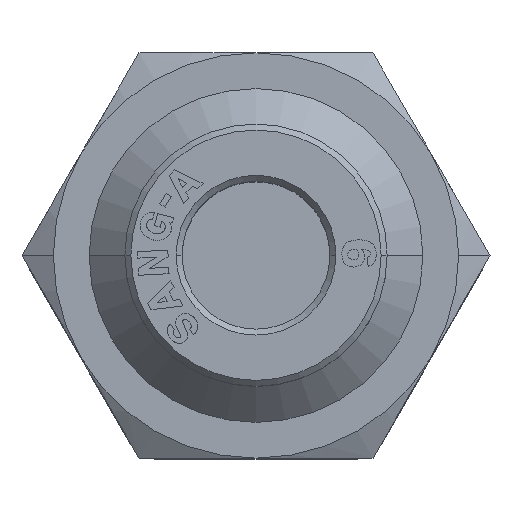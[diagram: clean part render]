
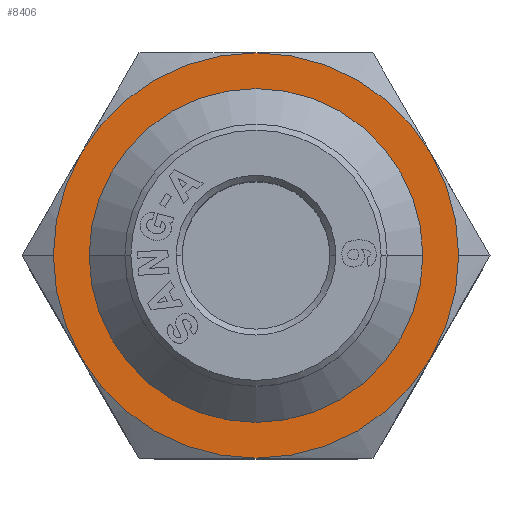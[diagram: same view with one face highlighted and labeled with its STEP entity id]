
A CAD part, top view. The second image highlights one B-rep face of the part: STEP entity #8406.
In plain terms, the highlighted face is planar.
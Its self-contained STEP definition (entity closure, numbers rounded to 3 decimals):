
#215=CARTESIAN_POINT('',(4.75,0.0,7.01));
#216=VERTEX_POINT('',#215);
#223=CARTESIAN_POINT('',(4.75,0.,-6.99));
#224=VERTEX_POINT('',#223);
#225=CARTESIAN_POINT('',(4.75,0.0,0.01));
#226=DIRECTION('',(1.0,0.0,0.0));
#227=DIRECTION('',(0.0,0.0,1.0));
#228=AXIS2_PLACEMENT_3D('',#225,#226,#227);
#229=CIRCLE('',#228,7.0);
#230=EDGE_CURVE('',#216,#224,#229,.T.);
#755=CARTESIAN_POINT('',(4.75,0.,8.51));
#756=VERTEX_POINT('',#755);
#763=CARTESIAN_POINT('',(4.75,-4.25,7.371));
#764=VERTEX_POINT('',#763);
#778=CARTESIAN_POINT('',(4.75,0.,0.01));
#779=DIRECTION('',(1.0,0.0,0.0));
#780=DIRECTION('',(0.0,0.0,1.0));
#781=AXIS2_PLACEMENT_3D('',#778,#779,#780);
#782=CIRCLE('',#781,8.5);
#783=EDGE_CURVE('',#756,#764,#782,.T.);
#793=CARTESIAN_POINT('',(4.75,0.,-8.49));
#794=VERTEX_POINT('',#793);
#803=CARTESIAN_POINT('',(4.75,-4.25,-7.351));
#804=VERTEX_POINT('',#803);
#805=CARTESIAN_POINT('',(4.75,0.,0.01));
#806=DIRECTION('',(1.0,0.0,0.0));
#807=DIRECTION('',(0.0,0.0,1.0));
#808=AXIS2_PLACEMENT_3D('',#805,#806,#807);
#809=CIRCLE('',#808,8.5);
#810=EDGE_CURVE('',#804,#794,#809,.T.);
#8337=CARTESIAN_POINT('',(4.75,0.,0.01));
#8338=DIRECTION('',(-1.0,0.0,0.0));
#8339=DIRECTION('',(0.0,0.0,-1.0));
#8340=AXIS2_PLACEMENT_3D('',#8337,#8338,#8339);
#8341=PLANE('',#8340);
#8342=CARTESIAN_POINT('',(4.75,4.25,-7.351));
#8343=VERTEX_POINT('',#8342);
#8344=CARTESIAN_POINT('',(4.75,8.5,0.01));
#8345=VERTEX_POINT('',#8344);
#8346=CARTESIAN_POINT('',(4.75,0.,0.01));
#8347=DIRECTION('',(1.0,0.0,0.0));
#8348=DIRECTION('',(0.0,0.0,1.0));
#8349=AXIS2_PLACEMENT_3D('',#8346,#8347,#8348);
#8350=CIRCLE('',#8349,8.5);
#8351=EDGE_CURVE('',#8343,#8345,#8350,.T.);
#8352=ORIENTED_EDGE('',*,*,#8351,.T.);
#8353=CARTESIAN_POINT('',(4.75,4.25,7.371));
#8354=VERTEX_POINT('',#8353);
#8355=CARTESIAN_POINT('',(4.75,0.,0.01));
#8356=DIRECTION('',(1.0,0.0,0.0));
#8357=DIRECTION('',(0.0,0.0,1.0));
#8358=AXIS2_PLACEMENT_3D('',#8355,#8356,#8357);
#8359=CIRCLE('',#8358,8.5);
#8360=EDGE_CURVE('',#8345,#8354,#8359,.T.);
#8361=ORIENTED_EDGE('',*,*,#8360,.T.);
#8362=CARTESIAN_POINT('',(4.75,0.,0.01));
#8363=DIRECTION('',(1.0,0.0,0.0));
#8364=DIRECTION('',(0.0,0.0,1.0));
#8365=AXIS2_PLACEMENT_3D('',#8362,#8363,#8364);
#8366=CIRCLE('',#8365,8.5);
#8367=EDGE_CURVE('',#8354,#756,#8366,.T.);
#8368=ORIENTED_EDGE('',*,*,#8367,.T.);
#8369=ORIENTED_EDGE('',*,*,#783,.T.);
#8370=CARTESIAN_POINT('',(4.75,-8.5,0.01));
#8371=VERTEX_POINT('',#8370);
#8372=CARTESIAN_POINT('',(4.75,0.,0.01));
#8373=DIRECTION('',(1.0,0.0,0.0));
#8374=DIRECTION('',(0.0,0.0,1.0));
#8375=AXIS2_PLACEMENT_3D('',#8372,#8373,#8374);
#8376=CIRCLE('',#8375,8.5);
#8377=EDGE_CURVE('',#764,#8371,#8376,.T.);
#8378=ORIENTED_EDGE('',*,*,#8377,.T.);
#8379=CARTESIAN_POINT('',(4.75,0.,0.01));
#8380=DIRECTION('',(1.0,0.0,0.0));
#8381=DIRECTION('',(0.0,0.0,1.0));
#8382=AXIS2_PLACEMENT_3D('',#8379,#8380,#8381);
#8383=CIRCLE('',#8382,8.5);
#8384=EDGE_CURVE('',#8371,#804,#8383,.T.);
#8385=ORIENTED_EDGE('',*,*,#8384,.T.);
#8386=ORIENTED_EDGE('',*,*,#810,.T.);
#8387=CARTESIAN_POINT('',(4.75,0.,0.01));
#8388=DIRECTION('',(1.0,0.0,0.0));
#8389=DIRECTION('',(0.0,0.0,1.0));
#8390=AXIS2_PLACEMENT_3D('',#8387,#8388,#8389);
#8391=CIRCLE('',#8390,8.5);
#8392=EDGE_CURVE('',#794,#8343,#8391,.T.);
#8393=ORIENTED_EDGE('',*,*,#8392,.T.);
#8394=EDGE_LOOP('',(#8352,#8361,#8368,#8369,#8378,#8385,#8386,#8393));
#8395=FACE_OUTER_BOUND('',#8394,.T.);
#8396=ORIENTED_EDGE('',*,*,#230,.F.);
#8397=CARTESIAN_POINT('',(4.75,0.0,0.01));
#8398=DIRECTION('',(1.0,0.0,0.0));
#8399=DIRECTION('',(0.0,0.0,1.0));
#8400=AXIS2_PLACEMENT_3D('',#8397,#8398,#8399);
#8401=CIRCLE('',#8400,7.0);
#8402=EDGE_CURVE('',#224,#216,#8401,.T.);
#8403=ORIENTED_EDGE('',*,*,#8402,.F.);
#8404=EDGE_LOOP('',(#8396,#8403));
#8405=FACE_BOUND('',#8404,.T.);
#8406=ADVANCED_FACE('',(#8395,#8405),#8341,.F.);
